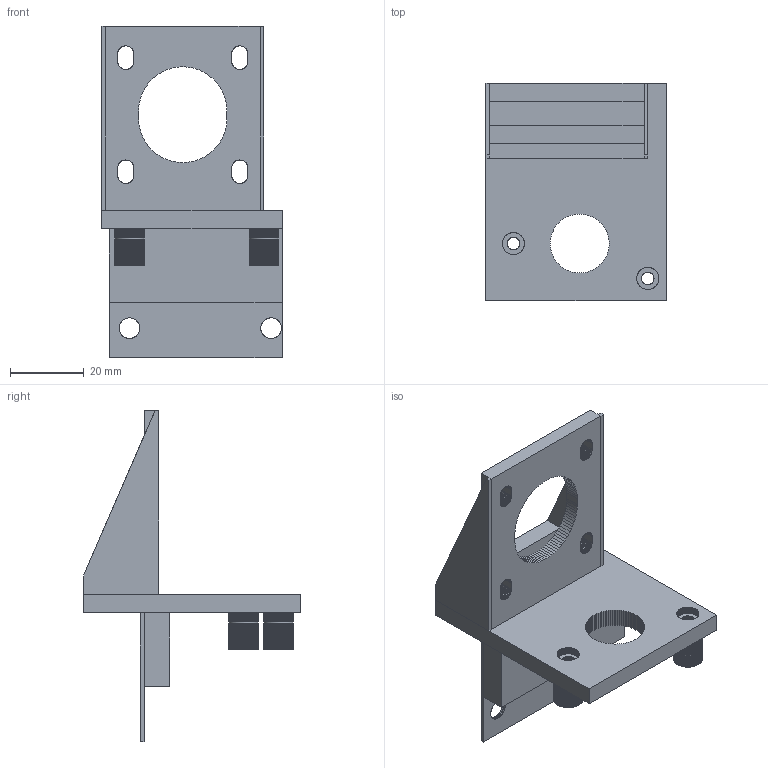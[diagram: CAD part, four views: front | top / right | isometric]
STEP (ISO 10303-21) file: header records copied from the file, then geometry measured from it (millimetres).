
FILE_DESCRIPTION(('FreeCAD Model'),'2;1');
FILE_NAME('Open CASCADE Shape Model','2021-02-03T11:31:26',('Author'),( ''),'Open CASCADE STEP processor 7.4','FreeCAD','Unknown');
FILE_SCHEMA(('AUTOMOTIVE_DESIGN { 1 0 10303 214 1 1 1 1 }'));
Length unit declared in the file: millimetre
Products named in the file (5): direct; difference; cube001; difference001; mirrored_union004
Assembly tree (4 placements, depth 2):
  direct
    difference
    cube001
    difference001
    mirrored_union004
Bounding box: 49 x 59 x 90 mm (x, y, z)
Volume: 31570.1 mm3; surface area: 21083.6 mm2
Topology: 4 solids, 4 shells, 1459 faces, 4329 edges, 2880 vertices
Faces by surface type: plane 1459
Entity records: 101798 total; most frequent: CARTESIAN_POINT 19731, DIRECTION 13515, LINE 10587, VECTOR 10587, ORIENTED_EDGE 8658, PCURVE 8658, DEFINITIONAL_REPRESENTATION 8658, EDGE_CURVE 4329
